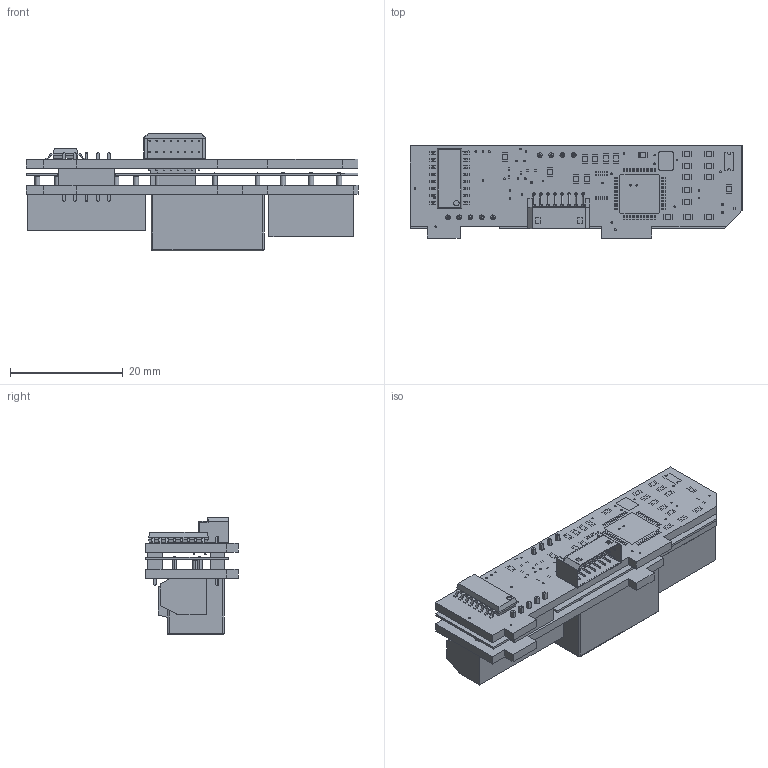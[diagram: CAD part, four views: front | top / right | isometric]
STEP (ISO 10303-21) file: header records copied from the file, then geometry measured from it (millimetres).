
FILE_DESCRIPTION (( 'STEP AP214' ), '1' );
FILE_NAME ('GSDA-AI-A8.STEP', '2019-05-01T14:13:19', ( '' ), ( '' ), 'SwSTEP 2.0', 'SolidWorks 2017', '' );
FILE_SCHEMA (( 'AUTOMOTIVE_DESIGN' ));
Length unit declared in the file: inch
Products named in the file (1): GSDA-AI-A8
Bounding box: 58.93 x 16.38 x 20.85 mm (x, y, z)
Volume: 6981.8 mm3; surface area: 9756.3 mm2
Topology: 26 solids, 26 shells, 2138 faces, 5324 edges, 3486 vertices
Faces by surface type: plane 1480, cylinder 455, bspline 121, torus 82
Entity records: 74155 total; most frequent: CARTESIAN_POINT 18116, ORIENTED_EDGE 10620, DIRECTION 8550, EDGE_CURVE 5310, VERTEX_POINT 3486, LINE 2918, VECTOR 2918, AXIS2_PLACEMENT_3D 2816
